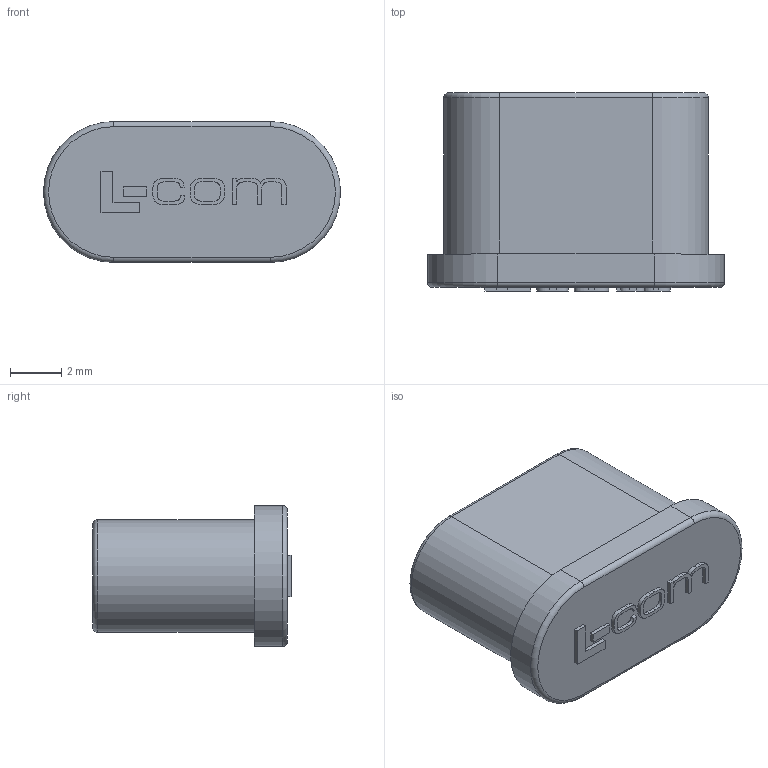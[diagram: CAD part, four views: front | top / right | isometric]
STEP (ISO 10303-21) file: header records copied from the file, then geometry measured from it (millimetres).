
FILE_DESCRIPTION (( 'STEP AP214' ), '1' );
FILE_NAME ('U3I00002.STEP', '2018-11-07T17:05:45', ( '' ), ( '' ), 'SwSTEP 2.0', 'SolidWorks 2017', '' );
FILE_SCHEMA (( 'AUTOMOTIVE_DESIGN' ));
Length unit declared in the file: millimetre
Products named in the file (1): U3I00002
Bounding box: 11.6 x 7.75 x 5.5 mm (x, y, z)
Volume: 215.9 mm3; surface area: 434.2 mm2
Topology: 1 solids, 1 shells, 100 faces, 258 edges, 168 vertices
Faces by surface type: plane 60, bspline 24, cylinder 10, torus 4, cone 2
Entity records: 3170 total; most frequent: CARTESIAN_POINT 839, ORIENTED_EDGE 516, DIRECTION 390, EDGE_CURVE 258, LINE 184, VECTOR 184, VERTEX_POINT 168, EDGE_LOOP 108
